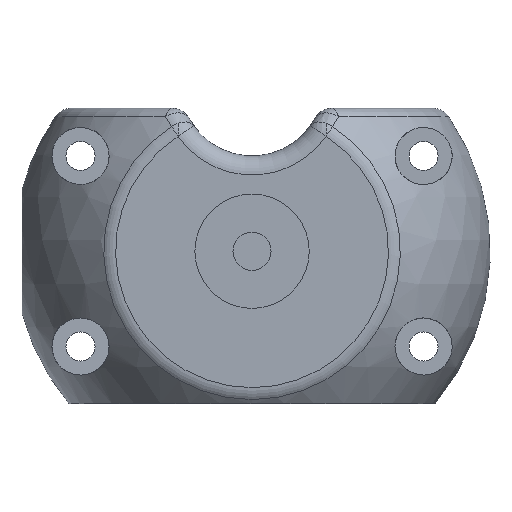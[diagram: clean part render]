
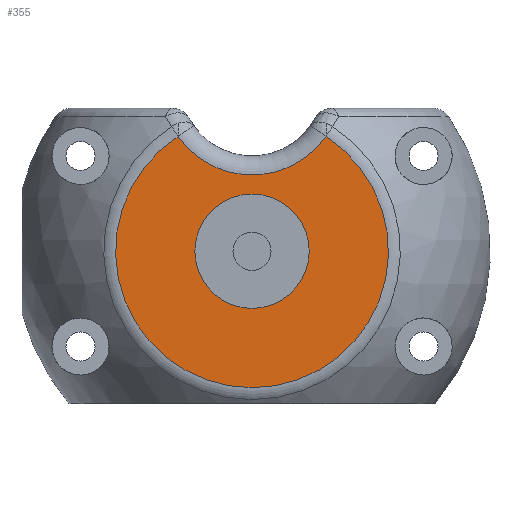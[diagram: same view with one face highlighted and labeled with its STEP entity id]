
A CAD part, left-side view. The second image highlights one B-rep face of the part: STEP entity #355.
In plain terms, the highlighted planar face has unit normal (-1, 0, 0).
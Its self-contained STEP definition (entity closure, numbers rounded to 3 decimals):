
#103 = FACE_BOUND ( 'NONE', #1067, .T. ) ;
#109 = FACE_OUTER_BOUND ( 'NONE', #1777, .T. ) ;
#115 = PLANE ( 'NONE',  #2015 ) ;
#141 = CARTESIAN_POINT ( 'NONE',  ( -20., 0., 6. ) ) ;
#249 = VERTEX_POINT ( 'NONE', #141 ) ;
#277 = AXIS2_PLACEMENT_3D ( 'NONE', #1340, #1174, #1164 ) ;
#279 = EDGE_CURVE ( 'NONE', #249, #964, #2175, .T. ) ;
#308 = CARTESIAN_POINT ( 'NONE',  ( -20., 7.766, 12.029 ) ) ;
#355 = ADVANCED_FACE ( 'NONE', ( #109, #103 ), #115, .T. ) ;
#419 = EDGE_CURVE ( 'NONE', #1756, #2142, #985, .T. ) ;
#595 = DIRECTION ( 'NONE',  ( 0., 0., 1. ) ) ;
#599 = EDGE_CURVE ( 'NONE', #964, #249, #917, .T. ) ;
#600 = AXIS2_PLACEMENT_3D ( 'NONE', #2525, #2478, #2534 ) ;
#610 = DIRECTION ( 'NONE',  ( -1., 0., 0. ) ) ;
#711 = CARTESIAN_POINT ( 'NONE',  ( -20., 0., 0. ) ) ;
#917 = CIRCLE ( 'NONE', #277, 6. ) ;
#918 = AXIS2_PLACEMENT_3D ( 'NONE', #711, #610, #595 ) ;
#964 = VERTEX_POINT ( 'NONE', #2493 ) ;
#985 = CIRCLE ( 'NONE', #918, 14.318 ) ;
#1067 = EDGE_LOOP ( 'NONE', ( #1424, #1115 ) ) ;
#1115 = ORIENTED_EDGE ( 'NONE', *, *, #279, .F. ) ;
#1164 = DIRECTION ( 'NONE',  ( 0., 0., 1. ) ) ;
#1174 = DIRECTION ( 'NONE',  ( -1., 0., 0. ) ) ;
#1340 = CARTESIAN_POINT ( 'NONE',  ( -20., 0., 0. ) ) ;
#1424 = ORIENTED_EDGE ( 'NONE', *, *, #599, .F. ) ;
#1502 = CARTESIAN_POINT ( 'NONE',  ( -20., -7.766, 12.029 ) ) ;
#1550 = CIRCLE ( 'NONE', #600, 9.5 ) ;
#1560 = AXIS2_PLACEMENT_3D ( 'NONE', #2590, #2582, #2567 ) ;
#1756 = VERTEX_POINT ( 'NONE', #308 ) ;
#1777 = EDGE_LOOP ( 'NONE', ( #2235, #2417 ) ) ;
#1801 = EDGE_CURVE ( 'NONE', #2142, #1756, #1550, .T. ) ;
#2015 = AXIS2_PLACEMENT_3D ( 'NONE', #2548, #2492, #2370 ) ;
#2142 = VERTEX_POINT ( 'NONE', #1502 ) ;
#2175 = CIRCLE ( 'NONE', #1560, 6. ) ;
#2235 = ORIENTED_EDGE ( 'NONE', *, *, #1801, .T. ) ;
#2370 = DIRECTION ( 'NONE',  ( 0., 0., 1. ) ) ;
#2417 = ORIENTED_EDGE ( 'NONE', *, *, #419, .T. ) ;
#2478 = DIRECTION ( 'NONE',  ( 1., 0., 0. ) ) ;
#2492 = DIRECTION ( 'NONE',  ( -1., 0., 0. ) ) ;
#2493 = CARTESIAN_POINT ( 'NONE',  ( -20., 0., -6. ) ) ;
#2525 = CARTESIAN_POINT ( 'NONE',  ( -20., 0., 17.5 ) ) ;
#2534 = DIRECTION ( 'NONE',  ( 0., 0., 1. ) ) ;
#2548 = CARTESIAN_POINT ( 'NONE',  ( -20., -15., 20. ) ) ;
#2567 = DIRECTION ( 'NONE',  ( 0., 0., 1. ) ) ;
#2582 = DIRECTION ( 'NONE',  ( -1., 0., 0. ) ) ;
#2590 = CARTESIAN_POINT ( 'NONE',  ( -20., 0., 0. ) ) ;
